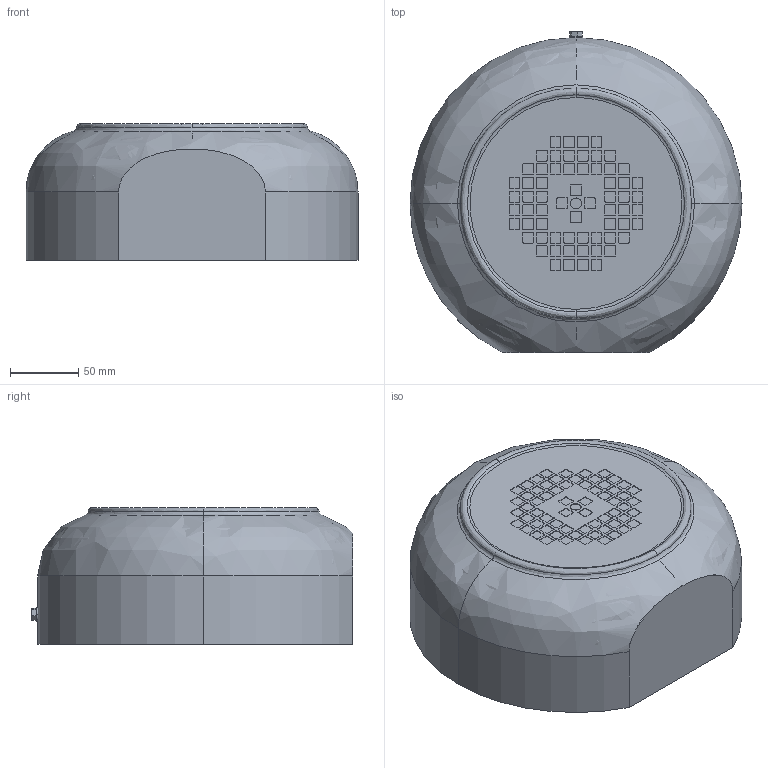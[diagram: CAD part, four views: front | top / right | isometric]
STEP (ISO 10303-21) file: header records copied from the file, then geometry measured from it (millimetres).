
FILE_DESCRIPTION (( 'STEP AP214' ), '1' );
FILE_NAME ('MTAP2-SHROUD-180.STEP', '2018-11-05T15:34:42', ( '' ), ( '' ), 'SwSTEP 2.0', 'SolidWorks 2017', '' );
FILE_SCHEMA (( 'AUTOMOTIVE_DESIGN' ));
Length unit declared in the file: inch
Products named in the file (1): MTAP2-SHROUD-180
Bounding box: 243 x 235 x 100 mm (x, y, z)
Volume: 102285.9 mm3; surface area: 210153.6 mm2
Topology: 2 solids, 2 shells, 624 faces, 1643 edges, 1090 vertices
Faces by surface type: plane 335, cylinder 266, bspline 16, cone 7
Entity records: 28254 total; most frequent: CARTESIAN_POINT 4164, DIRECTION 3413, ORIENTED_EDGE 3286, EDGE_CURVE 1643, AXIS2_PLACEMENT_3D 1181, VERTEX_POINT 1090, LINE 1051, VECTOR 1051
